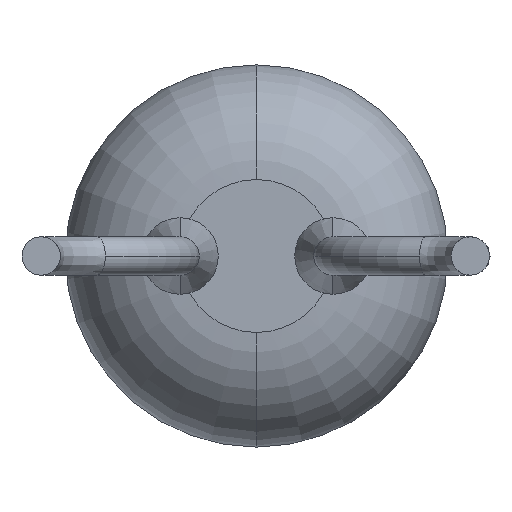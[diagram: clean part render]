
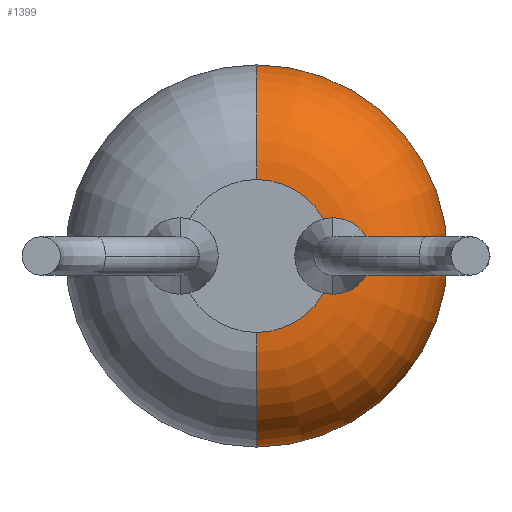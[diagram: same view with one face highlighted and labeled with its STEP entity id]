
A CAD part, front view. The second image highlights one B-rep face of the part: STEP entity #1399.
In plain terms, the highlighted toroidal (fillet/blend) face has major radius 1 mm and minor radius 1.5 mm.
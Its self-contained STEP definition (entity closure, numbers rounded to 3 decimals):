
#118 = CIRCLE ( 'NONE', #1772, 1. ) ;
#122 = VERTEX_POINT ( 'NONE', #1669 ) ;
#238 = EDGE_LOOP ( 'NONE', ( #1736, #554, #2097, #454 ) ) ;
#282 = DIRECTION ( 'NONE',  ( 0., -1., 0. ) ) ;
#454 = ORIENTED_EDGE ( 'NONE', *, *, #1840, .F. ) ;
#468 = CARTESIAN_POINT ( 'NONE',  ( 0., 1.5, 0. ) ) ;
#525 = EDGE_CURVE ( 'NONE', #122, #1892, #1732, .T. ) ;
#531 = CARTESIAN_POINT ( 'NONE',  ( 0., 1.5, -1. ) ) ;
#539 = AXIS2_PLACEMENT_3D ( 'NONE', #531, #1491, #1475 ) ;
#542 = CARTESIAN_POINT ( 'NONE',  ( 0., 0., 1. ) ) ;
#554 = ORIENTED_EDGE ( 'NONE', *, *, #572, .T. ) ;
#572 = EDGE_CURVE ( 'NONE', #1892, #726, #2466, .T. ) ;
#726 = VERTEX_POINT ( 'NONE', #542 ) ;
#829 = AXIS2_PLACEMENT_3D ( 'NONE', #468, #1038, #1057 ) ;
#831 = AXIS2_PLACEMENT_3D ( 'NONE', #1785, #2186, #1568 ) ;
#846 = DIRECTION ( 'NONE',  ( 1., 0., 0. ) ) ;
#915 = VERTEX_POINT ( 'NONE', #2063 ) ;
#955 = FACE_OUTER_BOUND ( 'NONE', #238, .T. ) ;
#1038 = DIRECTION ( 'NONE',  ( 0., -1., 0. ) ) ;
#1057 = DIRECTION ( 'NONE',  ( 0., 0., -1. ) ) ;
#1075 = CARTESIAN_POINT ( 'NONE',  ( 0., 1.5, 1. ) ) ;
#1086 = CARTESIAN_POINT ( 'NONE',  ( 0., 1.5, 2.5 ) ) ;
#1110 = CIRCLE ( 'NONE', #539, 1.5 ) ;
#1399 = ADVANCED_FACE ( 'NONE', ( #955 ), #2089, .T. ) ;
#1475 = DIRECTION ( 'NONE',  ( 0., 0., 1. ) ) ;
#1491 = DIRECTION ( 'NONE',  ( -1., 0., 0. ) ) ;
#1547 = EDGE_CURVE ( 'NONE', #915, #726, #118, .T. ) ;
#1568 = DIRECTION ( 'NONE',  ( 0., 0., -1. ) ) ;
#1632 = DIRECTION ( 'NONE',  ( 0., 0., -1. ) ) ;
#1640 = AXIS2_PLACEMENT_3D ( 'NONE', #1075, #846, #2184 ) ;
#1669 = CARTESIAN_POINT ( 'NONE',  ( 0., 1.5, -2.5 ) ) ;
#1732 = CIRCLE ( 'NONE', #829, 2.5 ) ;
#1736 = ORIENTED_EDGE ( 'NONE', *, *, #525, .T. ) ;
#1772 = AXIS2_PLACEMENT_3D ( 'NONE', #1804, #282, #1632 ) ;
#1785 = CARTESIAN_POINT ( 'NONE',  ( 0., 1.5, 0. ) ) ;
#1804 = CARTESIAN_POINT ( 'NONE',  ( 0., 0., 0. ) ) ;
#1840 = EDGE_CURVE ( 'NONE', #122, #915, #1110, .T. ) ;
#1892 = VERTEX_POINT ( 'NONE', #1086 ) ;
#2063 = CARTESIAN_POINT ( 'NONE',  ( 0., 0., -1. ) ) ;
#2089 = TOROIDAL_SURFACE ( 'NONE', #831, 1., 1.5 ) ;
#2097 = ORIENTED_EDGE ( 'NONE', *, *, #1547, .F. ) ;
#2184 = DIRECTION ( 'NONE',  ( 0., 0., -1. ) ) ;
#2186 = DIRECTION ( 'NONE',  ( 0., -1., 0. ) ) ;
#2466 = CIRCLE ( 'NONE', #1640, 1.5 ) ;
